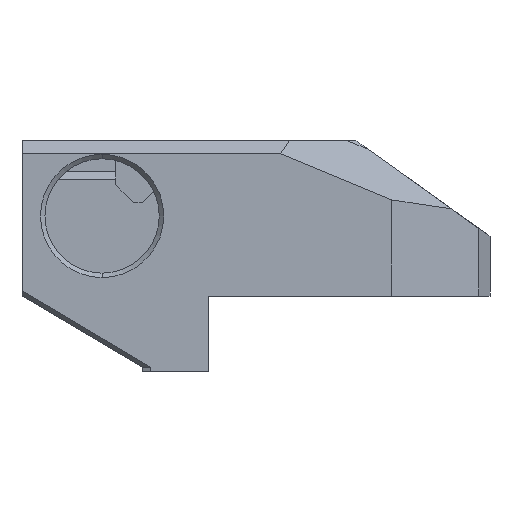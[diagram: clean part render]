
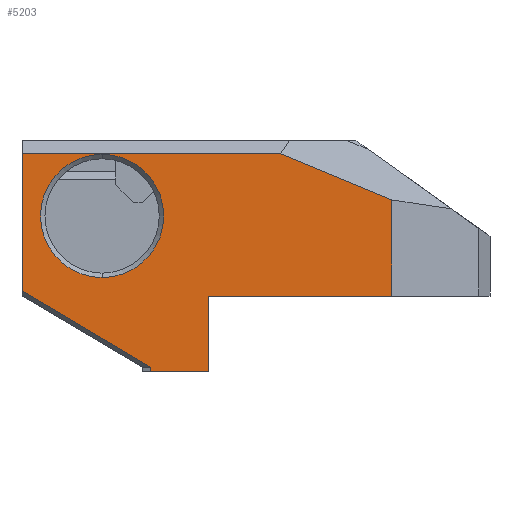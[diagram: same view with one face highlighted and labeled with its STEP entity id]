
A CAD part, left-side view. The second image highlights one B-rep face of the part: STEP entity #5203.
In plain terms, the highlighted planar face has unit normal (-1, 0, 0).
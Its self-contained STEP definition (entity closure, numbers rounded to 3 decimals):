
#20 = EDGE_CURVE ( 'NONE', #6782, #3852, #1088, .T. ) ;
#177 = ORIENTED_EDGE ( 'NONE', *, *, #3885, .T. ) ;
#398 = DIRECTION ( 'NONE',  ( 0., 0., -1. ) ) ;
#424 = AXIS2_PLACEMENT_3D ( 'NONE', #6687, #1701, #2313 ) ;
#426 = LINE ( 'NONE', #2643, #1271 ) ;
#444 = EDGE_CURVE ( 'NONE', #6699, #3895, #5923, .T. ) ;
#476 = EDGE_CURVE ( 'NONE', #6981, #995, #2728, .T. ) ;
#480 = DIRECTION ( 'NONE',  ( 0., 0., 1. ) ) ;
#495 = DIRECTION ( 'NONE',  ( 0., 1., 0. ) ) ;
#498 = CARTESIAN_POINT ( 'NONE',  ( -20., 23., -31. ) ) ;
#519 = EDGE_CURVE ( 'NONE', #5127, #4290, #4990, .T. ) ;
#520 = CARTESIAN_POINT ( 'NONE',  ( -20., -18.112, -11.393 ) ) ;
#549 = CARTESIAN_POINT ( 'NONE',  ( -20., 65., -1. ) ) ;
#638 = VECTOR ( 'NONE', #5487, 1000. ) ;
#917 = ORIENTED_EDGE ( 'NONE', *, *, #6024, .F. ) ;
#995 = VERTEX_POINT ( 'NONE', #1747 ) ;
#1032 = LINE ( 'NONE', #4929, #7181 ) ;
#1088 = CIRCLE ( 'NONE', #2714, 13.85 ) ;
#1271 = VECTOR ( 'NONE', #495, 1000. ) ;
#1304 = AXIS2_PLACEMENT_3D ( 'NONE', #4168, #4777, #398 ) ;
#1372 = CARTESIAN_POINT ( 'NONE',  ( -20., 65., -31.838 ) ) ;
#1477 = ORIENTED_EDGE ( 'NONE', *, *, #20, .T. ) ;
#1504 = CARTESIAN_POINT ( 'NONE',  ( -20., 47., -15. ) ) ;
#1524 = ORIENTED_EDGE ( 'NONE', *, *, #476, .T. ) ;
#1576 = VERTEX_POINT ( 'NONE', #1372 ) ;
#1632 = LINE ( 'NONE', #2129, #4590 ) ;
#1701 = DIRECTION ( 'NONE',  ( 1., 0., 0. ) ) ;
#1711 = DIRECTION ( 'NONE',  ( 0., 0., 1. ) ) ;
#1743 = CARTESIAN_POINT ( 'NONE',  ( -20., 23., -33. ) ) ;
#1747 = CARTESIAN_POINT ( 'NONE',  ( -20., 6.885, -1. ) ) ;
#2056 = EDGE_CURVE ( 'NONE', #3852, #6782, #5020, .T. ) ;
#2129 = CARTESIAN_POINT ( 'NONE',  ( -20., -18.112, -33. ) ) ;
#2212 = CARTESIAN_POINT ( 'NONE',  ( -20., 28.95, -33. ) ) ;
#2231 = FACE_BOUND ( 'NONE', #3206, .T. ) ;
#2313 = DIRECTION ( 'NONE',  ( 0., 0., -1. ) ) ;
#2643 = CARTESIAN_POINT ( 'NONE',  ( -20., -35., -1. ) ) ;
#2714 = AXIS2_PLACEMENT_3D ( 'NONE', #1504, #4374, #3830 ) ;
#2728 = LINE ( 'NONE', #6455, #638 ) ;
#2831 = CARTESIAN_POINT ( 'NONE',  ( -20., 23., -50. ) ) ;
#2941 = CARTESIAN_POINT ( 'NONE',  ( -20., 47., -1.15 ) ) ;
#3206 = EDGE_LOOP ( 'NONE', ( #1477, #3211 ) ) ;
#3211 = ORIENTED_EDGE ( 'NONE', *, *, #2056, .T. ) ;
#3282 = LINE ( 'NONE', #5460, #4386 ) ;
#3341 = CARTESIAN_POINT ( 'NONE',  ( -20., 47., -28.85 ) ) ;
#3675 = LINE ( 'NONE', #4712, #5551 ) ;
#3746 = CARTESIAN_POINT ( 'NONE',  ( -20., 23., -50. ) ) ;
#3830 = DIRECTION ( 'NONE',  ( 0., 0., -1. ) ) ;
#3838 = PLANE ( 'NONE',  #424 ) ;
#3852 = VERTEX_POINT ( 'NONE', #3341 ) ;
#3883 = VECTOR ( 'NONE', #5961, 1000. ) ;
#3885 = EDGE_CURVE ( 'NONE', #5127, #6981, #1632, .T. ) ;
#3895 = VERTEX_POINT ( 'NONE', #5444 ) ;
#4029 = ORIENTED_EDGE ( 'NONE', *, *, #5810, .F. ) ;
#4076 = CARTESIAN_POINT ( 'NONE',  ( -20., -18.112, -33. ) ) ;
#4167 = DIRECTION ( 'NONE',  ( 0., 0., 1. ) ) ;
#4168 = CARTESIAN_POINT ( 'NONE',  ( -20., 47., -15. ) ) ;
#4290 = VERTEX_POINT ( 'NONE', #1743 ) ;
#4374 = DIRECTION ( 'NONE',  ( 1., 0., 0. ) ) ;
#4386 = VECTOR ( 'NONE', #480, 1000. ) ;
#4460 = FACE_OUTER_BOUND ( 'NONE', #5230, .T. ) ;
#4475 = LINE ( 'NONE', #498, #6372 ) ;
#4516 = VERTEX_POINT ( 'NONE', #549 ) ;
#4590 = VECTOR ( 'NONE', #1711, 1000. ) ;
#4712 = CARTESIAN_POINT ( 'NONE',  ( -20., 36.038, -70.18 ) ) ;
#4727 = ORIENTED_EDGE ( 'NONE', *, *, #519, .F. ) ;
#4777 = DIRECTION ( 'NONE',  ( 1., 0., 0. ) ) ;
#4929 = CARTESIAN_POINT ( 'NONE',  ( -20., 5.83, -66.901 ) ) ;
#4990 = LINE ( 'NONE', #2212, #6450 ) ;
#4997 = CARTESIAN_POINT ( 'NONE',  ( -20., 36.038, -49. ) ) ;
#5020 = CIRCLE ( 'NONE', #1304, 13.85 ) ;
#5060 = EDGE_CURVE ( 'NONE', #4290, #6699, #4475, .T. ) ;
#5127 = VERTEX_POINT ( 'NONE', #4076 ) ;
#5203 = ADVANCED_FACE ( 'NONE', ( #4460, #2231 ), #3838, .F. ) ;
#5230 = EDGE_LOOP ( 'NONE', ( #177, #1524, #5843, #4029, #6853, #917, #6682, #6644, #4727 ) ) ;
#5369 = EDGE_CURVE ( 'NONE', #1576, #5772, #1032, .T. ) ;
#5444 = CARTESIAN_POINT ( 'NONE',  ( -20., 36.038, -50. ) ) ;
#5460 = CARTESIAN_POINT ( 'NONE',  ( -20., 65., 0. ) ) ;
#5487 = DIRECTION ( 'NONE',  ( 0., 0.923, 0.384 ) ) ;
#5551 = VECTOR ( 'NONE', #4167, 1000. ) ;
#5772 = VERTEX_POINT ( 'NONE', #4997 ) ;
#5810 = EDGE_CURVE ( 'NONE', #1576, #4516, #3282, .T. ) ;
#5843 = ORIENTED_EDGE ( 'NONE', *, *, #6574, .T. ) ;
#5923 = LINE ( 'NONE', #3746, #3883 ) ;
#5961 = DIRECTION ( 'NONE',  ( 0., 1., 0. ) ) ;
#6024 = EDGE_CURVE ( 'NONE', #3895, #5772, #3675, .T. ) ;
#6110 = DIRECTION ( 'NONE',  ( 0., 0., -1. ) ) ;
#6116 = DIRECTION ( 'NONE',  ( 0., 1., 0. ) ) ;
#6372 = VECTOR ( 'NONE', #6110, 1000. ) ;
#6450 = VECTOR ( 'NONE', #6116, 1000. ) ;
#6455 = CARTESIAN_POINT ( 'NONE',  ( -20., -5.725, -6.242 ) ) ;
#6574 = EDGE_CURVE ( 'NONE', #995, #4516, #426, .T. ) ;
#6644 = ORIENTED_EDGE ( 'NONE', *, *, #5060, .F. ) ;
#6647 = DIRECTION ( 'NONE',  ( 0., -0.86, -0.51 ) ) ;
#6682 = ORIENTED_EDGE ( 'NONE', *, *, #444, .F. ) ;
#6687 = CARTESIAN_POINT ( 'NONE',  ( -20., -35., 2. ) ) ;
#6699 = VERTEX_POINT ( 'NONE', #2831 ) ;
#6782 = VERTEX_POINT ( 'NONE', #2941 ) ;
#6853 = ORIENTED_EDGE ( 'NONE', *, *, #5369, .T. ) ;
#6981 = VERTEX_POINT ( 'NONE', #520 ) ;
#7181 = VECTOR ( 'NONE', #6647, 1000. ) ;
